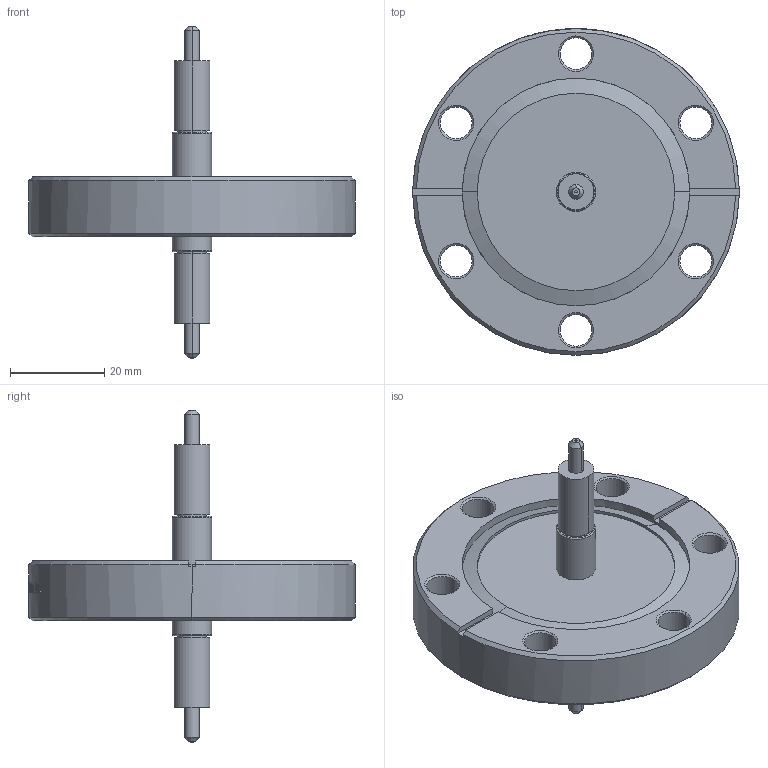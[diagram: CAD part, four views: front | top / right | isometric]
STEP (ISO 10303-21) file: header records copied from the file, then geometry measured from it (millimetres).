
FILE_DESCRIPTION (( 'STEP AP203' ), '1' );
FILE_NAME ('105101.stp', '2015-06-02T22:58:00', ( '' ), ( '' ), 'SwSTEP 2.0', 'SolidWorks 2012', '' );
FILE_SCHEMA (( 'CONFIG_CONTROL_DESIGN' ));
Length unit declared in the file: centimetre
Products named in the file (1): 105101
Bounding box: 69.34 x 69.34 x 70.47 mm (x, y, z)
Volume: 43859.9 mm3; surface area: 13628.6 mm2
Topology: 1 solids, 1 shells, 385 faces, 994 edges, 653 vertices
Faces by surface type: bspline 144, plane 138, cylinder 69, cone 34
Full cylindrical faces by diameter (mm): 7.061 x2, 8.331 x2, 15.748 x1
Entity records: 75702 total; most frequent: CARTESIAN_POINT 67247, ORIENTED_EDGE 1966, DIRECTION 1311, EDGE_CURVE 983, VERTEX_POINT 650, AXIS2_PLACEMENT_3D 452, EDGE_LOOP 447, LINE 407
